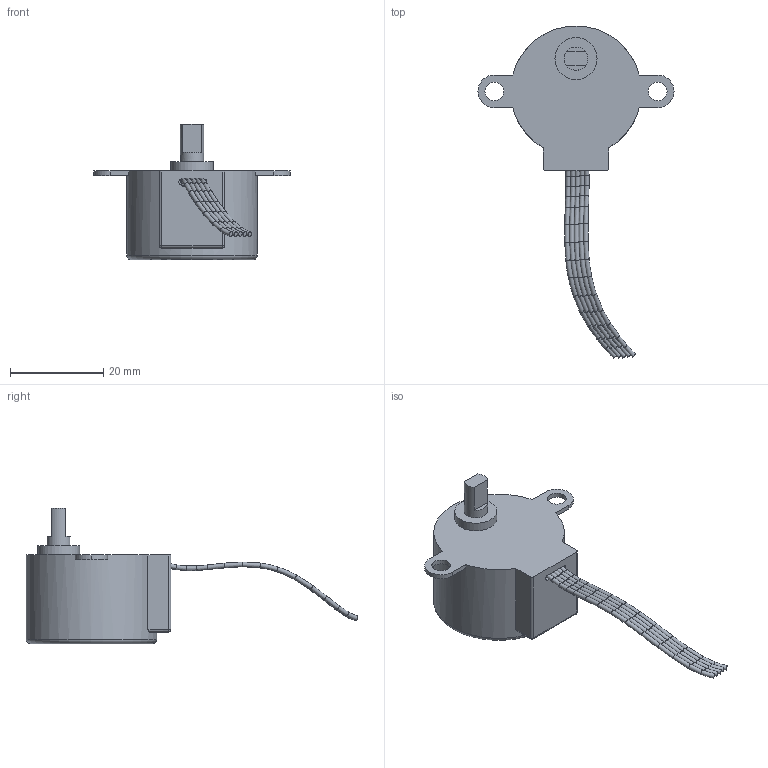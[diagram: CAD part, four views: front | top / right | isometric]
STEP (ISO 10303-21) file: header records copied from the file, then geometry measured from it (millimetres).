
FILE_DESCRIPTION(/* description */ (''),/* implementation_level */ '2;1');
FILE_NAME(/* name */ 'Stepper motor 1PC.stp',/* time_stamp */ '2023-02-26T19:03:51+01:00',/* author */ (''),/* organization */ (''),/* preprocessor_version */ 'ST-DEVELOPER v16.7',/* originating_system */ 'SIEMENS PLM Software NX 1919',/* authorisation */ '');
FILE_SCHEMA (('AUTOMOTIVE_DESIGN { 1 0 10303 214 3 1 1 1 }'));
Length unit declared in the file: millimetre
Products named in the file (1): Jule530058D0p8le
Bounding box: 42 x 71.12 x 29 mm (x, y, z)
Volume: 12974.2 mm3; surface area: 4302.1 mm2
Topology: 7 solids, 7 shells, 125 faces, 259 edges, 148 vertices
Faces by surface type: torus 71, plane 34, cylinder 18, sphere 2
Full cylindrical faces by diameter (mm): 4 x2, 5 x1, 9 x1, 28 x1
Entity records: 3143 total; most frequent: DIRECTION 545, CARTESIAN_POINT 485, ORIENTED_EDGE 354, AXIS2_PLACEMENT_3D 244, EDGE_LOOP 207, EDGE_CURVE 177, FACE_BOUND 162, VERTEX_POINT 144
